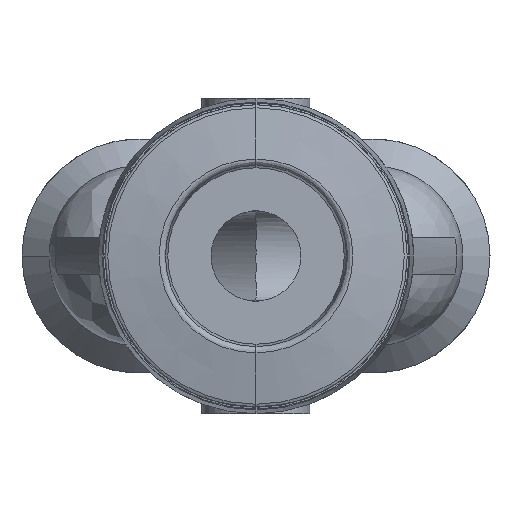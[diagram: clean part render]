
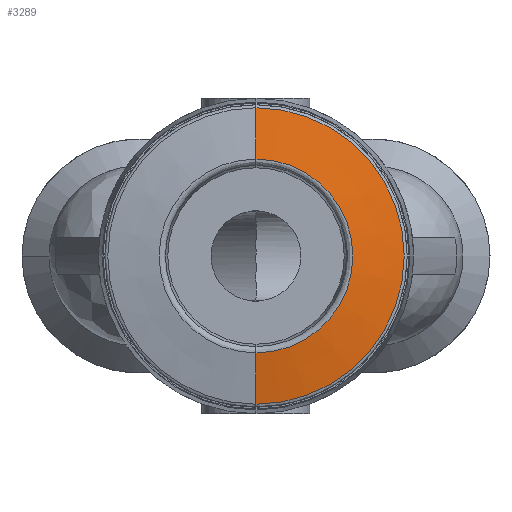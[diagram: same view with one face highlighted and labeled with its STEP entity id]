
A CAD part, front view. The second image highlights one B-rep face of the part: STEP entity #3289.
In plain terms, the highlighted conical face has half-angle 80 degrees and reference radius 8.235 mm.
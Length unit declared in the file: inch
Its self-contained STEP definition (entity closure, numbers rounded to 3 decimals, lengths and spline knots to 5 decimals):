
#340 = DIRECTION ( 'NONE',  ( 0., 0., 1. ) ) ;
#422 = DIRECTION ( 'NONE',  ( 0., 0., 1. ) ) ;
#428 = DIRECTION ( 'NONE',  ( 0., -1., 0. ) ) ;
#445 = CARTESIAN_POINT ( 'NONE',  ( 0., -1.03919, 0. ) ) ;
#461 = EDGE_CURVE ( 'NONE', #3692, #2235, #541, .T. ) ;
#541 = CIRCLE ( 'NONE', #1366, 0.21182 ) ;
#923 = VECTOR ( 'NONE', #1600, 39.37008 ) ;
#1184 = VERTEX_POINT ( 'NONE', #5559 ) ;
#1235 = AXIS2_PLACEMENT_3D ( 'NONE', #2273, #5728, #2762 ) ;
#1276 = CARTESIAN_POINT ( 'NONE',  ( 0., -1.01937, 0. ) ) ;
#1366 = AXIS2_PLACEMENT_3D ( 'NONE', #445, #428, #422 ) ;
#1382 = CONICAL_SURFACE ( 'NONE', #5595, 0.3242, 1.396 ) ;
#1550 = ORIENTED_EDGE ( 'NONE', *, *, #5823, .F. ) ;
#1600 = DIRECTION ( 'NONE',  ( 0., 0.174, -0.985 ) ) ;
#1860 = VECTOR ( 'NONE', #5285, 39.37008 ) ;
#1863 = CARTESIAN_POINT ( 'NONE',  ( 0., -1.01937, 0.3242 ) ) ;
#1997 = EDGE_CURVE ( 'NONE', #3692, #1184, #3482, .T. ) ;
#2054 = EDGE_CURVE ( 'NONE', #1184, #4313, #3316, .T. ) ;
#2087 = CARTESIAN_POINT ( 'NONE',  ( 0., -1.01937, -0.3242 ) ) ;
#2143 = CARTESIAN_POINT ( 'NONE',  ( 0., -1.03919, -0.21182 ) ) ;
#2235 = VERTEX_POINT ( 'NONE', #4281 ) ;
#2273 = CARTESIAN_POINT ( 'NONE',  ( 0., -1.01937, 0. ) ) ;
#2384 = CARTESIAN_POINT ( 'NONE',  ( 0., -1.01937, 0.3242 ) ) ;
#2700 = DIRECTION ( 'NONE',  ( 0., 1., 0. ) ) ;
#2758 = ORIENTED_EDGE ( 'NONE', *, *, #1997, .T. ) ;
#2762 = DIRECTION ( 'NONE',  ( -1., 0., 0. ) ) ;
#3289 = ADVANCED_FACE ( 'NONE', ( #4585 ), #1382, .T. ) ;
#3316 = CIRCLE ( 'NONE', #1235, 0.3242 ) ;
#3482 = LINE ( 'NONE', #2087, #923 ) ;
#3692 = VERTEX_POINT ( 'NONE', #2143 ) ;
#3720 = EDGE_LOOP ( 'NONE', ( #5646, #2758, #3992, #1550 ) ) ;
#3992 = ORIENTED_EDGE ( 'NONE', *, *, #2054, .T. ) ;
#4281 = CARTESIAN_POINT ( 'NONE',  ( 0., -1.03919, 0.21182 ) ) ;
#4313 = VERTEX_POINT ( 'NONE', #2384 ) ;
#4585 = FACE_OUTER_BOUND ( 'NONE', #3720, .T. ) ;
#5285 = DIRECTION ( 'NONE',  ( 0., 0.174, 0.985 ) ) ;
#5559 = CARTESIAN_POINT ( 'NONE',  ( 0., -1.01937, -0.3242 ) ) ;
#5595 = AXIS2_PLACEMENT_3D ( 'NONE', #1276, #2700, #340 ) ;
#5646 = ORIENTED_EDGE ( 'NONE', *, *, #461, .F. ) ;
#5728 = DIRECTION ( 'NONE',  ( 0., -1., 0. ) ) ;
#5774 = LINE ( 'NONE', #1863, #1860 ) ;
#5823 = EDGE_CURVE ( 'NONE', #2235, #4313, #5774, .T. ) ;
